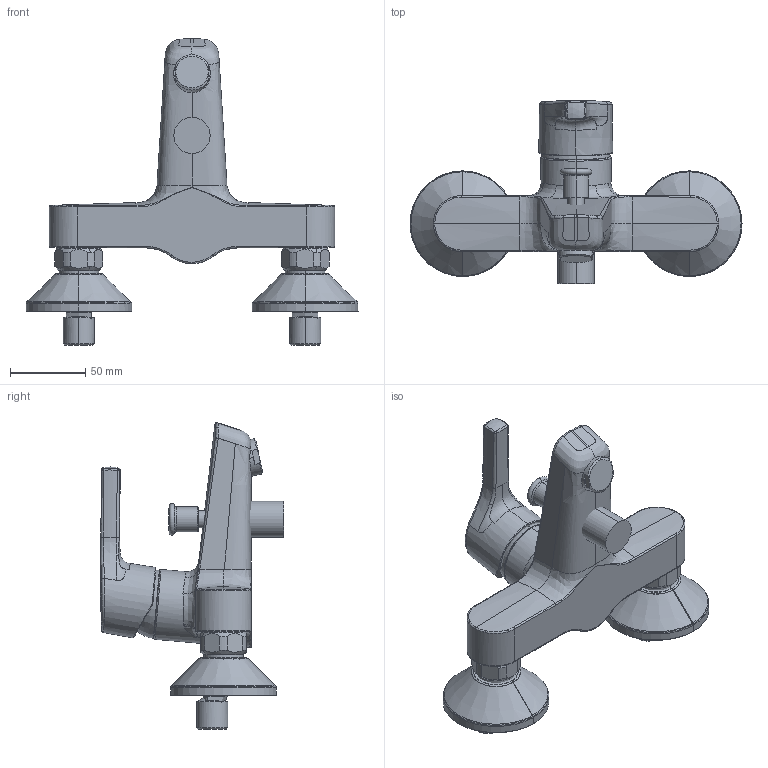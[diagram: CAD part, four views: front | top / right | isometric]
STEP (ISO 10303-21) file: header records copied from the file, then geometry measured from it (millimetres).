
FILE_DESCRIPTION (( 'STEP AP203' ), '1' );
FILE_NAME ('3940HY(2018)+56452103.STEP', '2018-05-08T05:46:30', ( '' ), ( '' ), 'SwSTEP 2.0', 'SolidWorks 2016', '' );
FILE_SCHEMA (( 'CONFIG_CONTROL_DESIGN' ));
Length unit declared in the file: millimetre
Products named in the file (1): 3940HY(2018)+56452103
Bounding box: 220 x 121.37 x 203.31 mm (x, y, z)
Volume: 558948.8 mm3; surface area: 108538.4 mm2
Topology: 12 solids, 12 shells, 342 faces, 814 edges, 504 vertices
Faces by surface type: bspline 137, cylinder 75, plane 64, cone 38, torus 24, sphere 4
Entity records: 33166 total; most frequent: CARTESIAN_POINT 26220, ORIENTED_EDGE 1624, DIRECTION 1149, EDGE_CURVE 812, VERTEX_POINT 504, AXIS2_PLACEMENT_3D 501, B_SPLINE_CURVE_WITH_KNOTS 357, EDGE_LOOP 356
